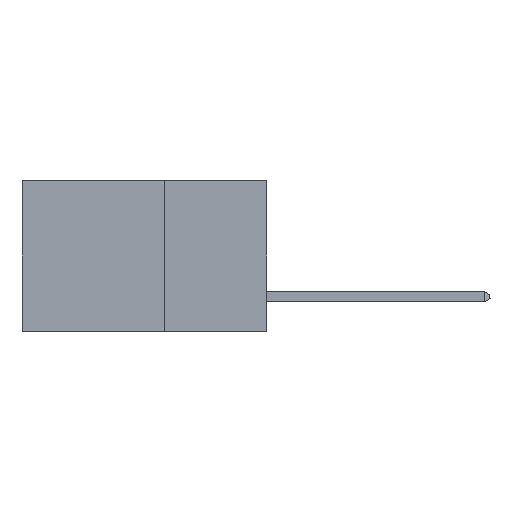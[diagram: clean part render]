
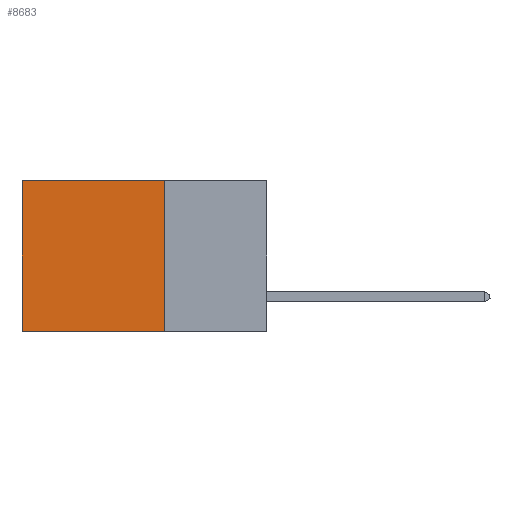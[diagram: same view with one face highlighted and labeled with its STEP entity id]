
A CAD part, left-side view. The second image highlights one B-rep face of the part: STEP entity #8683.
In plain terms, the highlighted planar face has unit normal (-1, 0, 0).
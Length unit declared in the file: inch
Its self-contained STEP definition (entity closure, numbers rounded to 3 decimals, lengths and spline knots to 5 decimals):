
#675 = VERTEX_POINT ( 'NONE', #6930 ) ;
#5912 = CARTESIAN_POINT ( 'NONE',  ( 0.2875, 0.25, 0. ) ) ;
#6717 = CARTESIAN_POINT ( 'NONE',  ( 0.2875, 0.25, -0.37 ) ) ;
#6758 = CARTESIAN_POINT ( 'NONE',  ( 0.2875, 0.25, 0. ) ) ;
#6930 = CARTESIAN_POINT ( 'NONE',  ( 0.2875, 0.6, -0.37 ) ) ;
#8431 = LINE ( 'NONE', #23876, #15744 ) ;
#8489 = VECTOR ( 'NONE', #16957, 39.37008 ) ;
#8683 = ADVANCED_FACE ( 'NONE', ( #29794 ), #19948, .F. ) ;
#11125 = ORIENTED_EDGE ( 'NONE', *, *, #18181, .F. ) ;
#12295 = CARTESIAN_POINT ( 'NONE',  ( 0.2875, 0.25, -0.37 ) ) ;
#13235 = LINE ( 'NONE', #14435, #25323 ) ;
#14435 = CARTESIAN_POINT ( 'NONE',  ( 0.2875, 0.25, 0. ) ) ;
#14665 = VERTEX_POINT ( 'NONE', #20664 ) ;
#15350 = DIRECTION ( 'NONE',  ( 0., 0., -1. ) ) ;
#15744 = VECTOR ( 'NONE', #24792, 39.37008 ) ;
#16684 = DIRECTION ( 'NONE',  ( 0., 0., -1. ) ) ;
#16957 = DIRECTION ( 'NONE',  ( 0., 1., 0. ) ) ;
#17475 = EDGE_CURVE ( 'NONE', #14665, #675, #25018, .T. ) ;
#18181 = EDGE_CURVE ( 'NONE', #18880, #675, #26057, .T. ) ;
#18880 = VERTEX_POINT ( 'NONE', #6717 ) ;
#19260 = EDGE_CURVE ( 'NONE', #22814, #14665, #8431, .T. ) ;
#19426 = CARTESIAN_POINT ( 'NONE',  ( 0.2875, 0.6, 0. ) ) ;
#19948 = PLANE ( 'NONE',  #22602 ) ;
#20162 = DIRECTION ( 'NONE',  ( 1., 0., 0. ) ) ;
#20664 = CARTESIAN_POINT ( 'NONE',  ( 0.2875, 0.6, 0. ) ) ;
#21006 = VECTOR ( 'NONE', #24367, 39.37008 ) ;
#22602 = AXIS2_PLACEMENT_3D ( 'NONE', #5912, #20162, #15350 ) ;
#22814 = VERTEX_POINT ( 'NONE', #6758 ) ;
#23421 = ORIENTED_EDGE ( 'NONE', *, *, #19260, .T. ) ;
#23876 = CARTESIAN_POINT ( 'NONE',  ( 0.2875, 0.25, 0. ) ) ;
#24367 = DIRECTION ( 'NONE',  ( 0., 0., -1. ) ) ;
#24719 = EDGE_LOOP ( 'NONE', ( #25050, #11125, #25933, #23421 ) ) ;
#24792 = DIRECTION ( 'NONE',  ( 0., 1., 0. ) ) ;
#25018 = LINE ( 'NONE', #19426, #21006 ) ;
#25050 = ORIENTED_EDGE ( 'NONE', *, *, #17475, .T. ) ;
#25323 = VECTOR ( 'NONE', #16684, 39.37008 ) ;
#25933 = ORIENTED_EDGE ( 'NONE', *, *, #29361, .F. ) ;
#26057 = LINE ( 'NONE', #12295, #8489 ) ;
#29361 = EDGE_CURVE ( 'NONE', #22814, #18880, #13235, .T. ) ;
#29794 = FACE_OUTER_BOUND ( 'NONE', #24719, .T. ) ;
